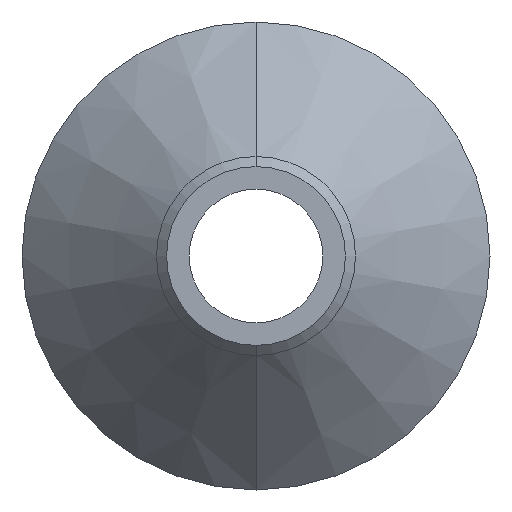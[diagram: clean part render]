
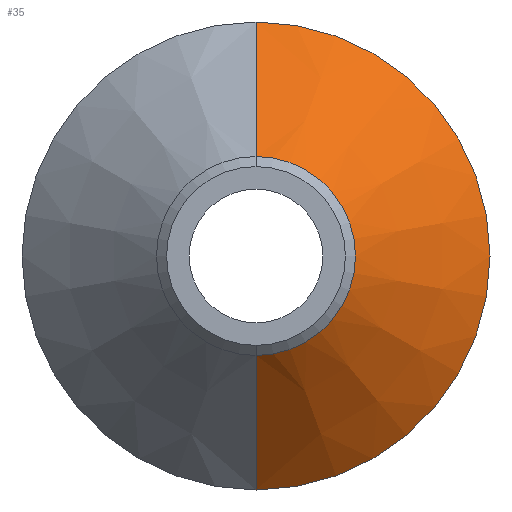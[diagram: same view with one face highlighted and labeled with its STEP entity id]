
A CAD part, front view. The second image highlights one B-rep face of the part: STEP entity #35.
In plain terms, the highlighted conical face has half-angle 45 degrees and reference radius 2.975 mm.
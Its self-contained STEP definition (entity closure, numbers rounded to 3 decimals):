
#3 = VERTEX_POINT ( 'NONE', #500 ) ;
#9 = VERTEX_POINT ( 'NONE', #486 ) ;
#11 = EDGE_CURVE ( 'NONE', #3, #9, #485, .T. ) ;
#17 = ORIENTED_EDGE ( 'NONE', *, *, #11, .F. ) ;
#19 = VERTEX_POINT ( 'NONE', #477 ) ;
#21 = EDGE_LOOP ( 'NONE', ( #17, #29, #25, #136 ) ) ;
#23 = EDGE_CURVE ( 'NONE', #19, #44, #471, .T. ) ;
#25 = ORIENTED_EDGE ( 'NONE', *, *, #23, .T. ) ;
#29 = ORIENTED_EDGE ( 'NONE', *, *, #30, .T. ) ;
#30 = EDGE_CURVE ( 'NONE', #3, #19, #456, .T. ) ;
#35 = ADVANCED_FACE ( 'NONE', ( #582 ), #581, .T. ) ;
#44 = VERTEX_POINT ( 'NONE', #579 ) ;
#134 = EDGE_CURVE ( 'NONE', #9, #44, #427, .T. ) ;
#136 = ORIENTED_EDGE ( 'NONE', *, *, #134, .F. ) ;
#424 = DIRECTION ( 'NONE',  ( 0., 0.707, 0.707 ) ) ;
#425 = VECTOR ( 'NONE', #424, 1000. ) ;
#426 = CARTESIAN_POINT ( 'NONE',  ( 0., 20., 2.975 ) ) ;
#427 = LINE ( 'NONE', #426, #425 ) ;
#453 = DIRECTION ( 'NONE',  ( 0., 0.707, -0.707 ) ) ;
#454 = VECTOR ( 'NONE', #453, 1000. ) ;
#455 = CARTESIAN_POINT ( 'NONE',  ( 0., 20., -2.975 ) ) ;
#456 = LINE ( 'NONE', #455, #454 ) ;
#467 = DIRECTION ( 'NONE',  ( 0., 0., -1. ) ) ;
#468 = DIRECTION ( 'NONE',  ( 0., -1., 0. ) ) ;
#469 = CARTESIAN_POINT ( 'NONE',  ( 0., 24.025, 0. ) ) ;
#470 = AXIS2_PLACEMENT_3D ( 'NONE', #469, #468, #467 ) ;
#471 = CIRCLE ( 'NONE', #470, 7. ) ;
#477 = CARTESIAN_POINT ( 'NONE',  ( 0., 24.025, -7. ) ) ;
#481 = DIRECTION ( 'NONE',  ( 0., 0., -1. ) ) ;
#482 = DIRECTION ( 'NONE',  ( 0., -1., 0. ) ) ;
#483 = CARTESIAN_POINT ( 'NONE',  ( 0., 20., 0. ) ) ;
#484 = AXIS2_PLACEMENT_3D ( 'NONE', #483, #482, #481 ) ;
#485 = CIRCLE ( 'NONE', #484, 2.975 ) ;
#486 = CARTESIAN_POINT ( 'NONE',  ( 0., 20., 2.975 ) ) ;
#500 = CARTESIAN_POINT ( 'NONE',  ( 0., 20., -2.975 ) ) ;
#576 = DIRECTION ( 'NONE',  ( 0., 0., 1. ) ) ;
#577 = DIRECTION ( 'NONE',  ( 0., 1., 0. ) ) ;
#578 = AXIS2_PLACEMENT_3D ( 'NONE', #580, #577, #576 ) ;
#579 = CARTESIAN_POINT ( 'NONE',  ( 0., 24.025, 7. ) ) ;
#580 = CARTESIAN_POINT ( 'NONE',  ( 0., 20., 0. ) ) ;
#581 = CONICAL_SURFACE ( 'NONE', #578, 2.975, 0.785 ) ;
#582 = FACE_OUTER_BOUND ( 'NONE', #21, .T. ) ;
